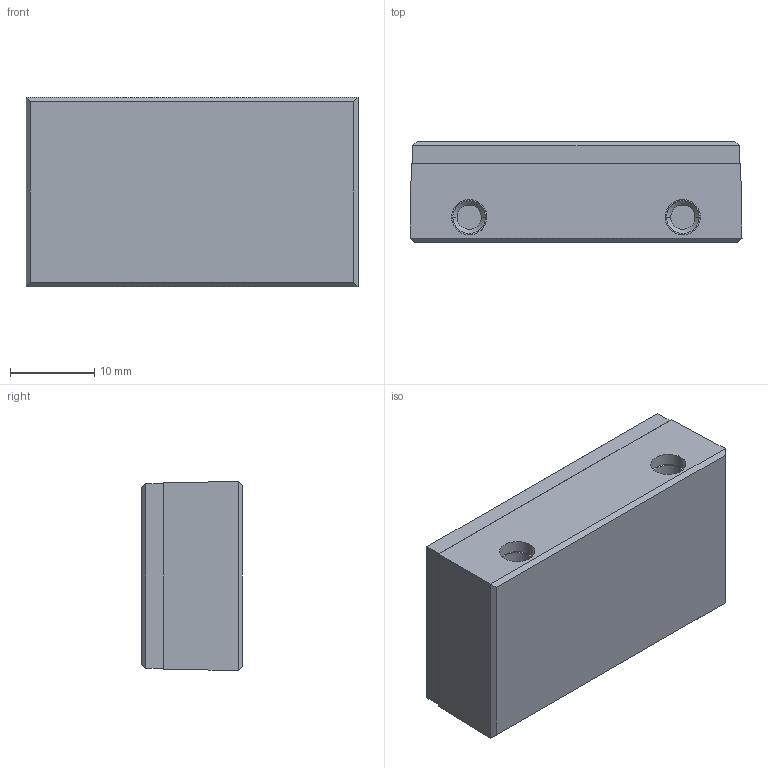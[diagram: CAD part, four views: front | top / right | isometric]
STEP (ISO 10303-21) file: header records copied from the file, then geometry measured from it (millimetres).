
FILE_DESCRIPTION (( 'STEP AP214' ), '1' );
FILE_NAME ('16092501.STEP', '2016-10-05T08:31:47', ( '' ), ( '' ), 'SwSTEP 2.0', 'SolidWorks 2014', '' );
FILE_SCHEMA (( 'AUTOMOTIVE_DESIGN' ));
Length unit declared in the file: millimetre
Products named in the file (3): 16092501; 16092101d; 05072101d
Assembly tree (2 placements, depth 2):
  16092501
    16092101d
    05072101d
Bounding box: 39.48 x 12 x 22.48 mm (x, y, z)
Volume: 5607.8 mm3; surface area: 6067.7 mm2
Topology: 2 solids, 2 shells, 116 faces, 274 edges, 168 vertices
Faces by surface type: plane 52, cylinder 38, bspline 14, cone 12
Entity records: 3636 total; most frequent: CARTESIAN_POINT 1065, ORIENTED_EDGE 548, DIRECTION 482, EDGE_CURVE 274, VERTEX_POINT 168, AXIS2_PLACEMENT_3D 161, VECTOR 160, LINE 160
